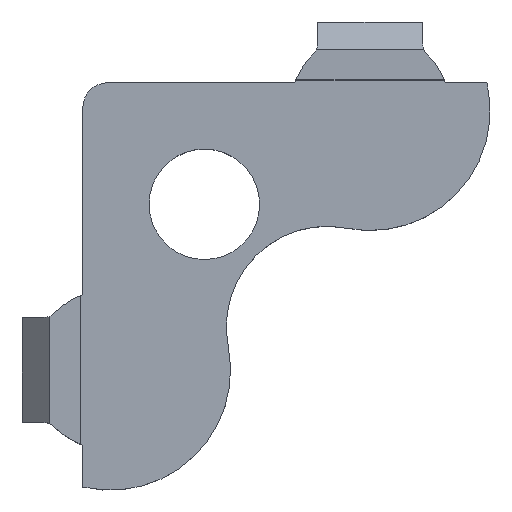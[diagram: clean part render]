
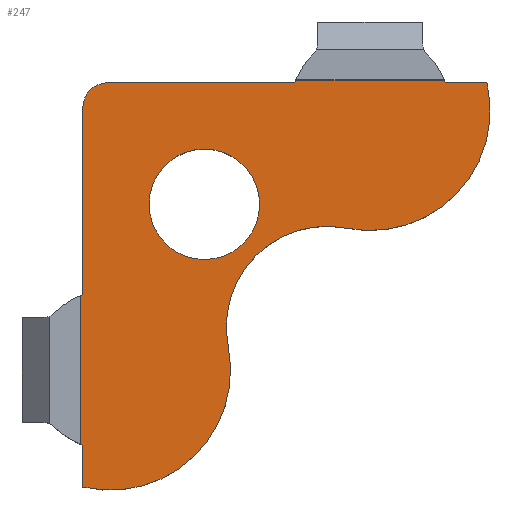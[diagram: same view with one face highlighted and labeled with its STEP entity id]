
A CAD part, top view. The second image highlights one B-rep face of the part: STEP entity #247.
In plain terms, the highlighted planar face has unit normal (0, 0, 1).
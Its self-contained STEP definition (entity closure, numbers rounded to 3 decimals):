
#220 = EDGE_CURVE('',#221,#223,#225,.T.);
#221 = VERTEX_POINT('',#222);
#222 = CARTESIAN_POINT('',(-52.25,45.658,0.5));
#223 = VERTEX_POINT('',#224);
#224 = CARTESIAN_POINT('',(-52.25,48.342,0.5));
#225 = LINE('',#226,#227);
#226 = CARTESIAN_POINT('',(-52.25,0.,0.5));
#227 = VECTOR('',#228,1.);
#228 = DIRECTION('',(0.,1.,0.));
#247 = ADVANCED_FACE('',(#248,#361),#372,.T.);
#248 = FACE_BOUND('',#249,.T.);
#249 = EDGE_LOOP('',(#250,#260,#269,#277,#286,#294,#301,#302,#311,#319,
    #328,#337,#346,#354));
#250 = ORIENTED_EDGE('',*,*,#251,.F.);
#251 = EDGE_CURVE('',#252,#254,#256,.T.);
#252 = VERTEX_POINT('',#253);
#253 = CARTESIAN_POINT('',(-48.342,52.25,0.5));
#254 = VERTEX_POINT('',#255);
#255 = CARTESIAN_POINT('',(-45.658,52.25,0.5));
#256 = LINE('',#257,#258);
#257 = CARTESIAN_POINT('',(-51.8,52.25,0.5));
#258 = VECTOR('',#259,1.);
#259 = DIRECTION('',(1.,0.,0.));
#260 = ORIENTED_EDGE('',*,*,#261,.F.);
#261 = EDGE_CURVE('',#262,#252,#264,.T.);
#262 = VERTEX_POINT('',#263);
#263 = CARTESIAN_POINT('',(-48.361,52.2,0.5));
#264 = CIRCLE('',#265,1.45);
#265 = AXIS2_PLACEMENT_3D('',#266,#267,#268);
#266 = CARTESIAN_POINT('',(-47.,51.7,0.5));
#267 = DIRECTION('',(0.,0.,-1.));
#268 = DIRECTION('',(1.,0.,0.));
#269 = ORIENTED_EDGE('',*,*,#270,.T.);
#270 = EDGE_CURVE('',#262,#271,#273,.T.);
#271 = VERTEX_POINT('',#272);
#272 = CARTESIAN_POINT('',(-51.75,52.2,0.5));
#273 = LINE('',#274,#275);
#274 = CARTESIAN_POINT('',(-37.23,52.2,0.5));
#275 = VECTOR('',#276,1.);
#276 = DIRECTION('',(-1.,0.,0.));
#277 = ORIENTED_EDGE('',*,*,#278,.F.);
#278 = EDGE_CURVE('',#279,#271,#281,.T.);
#279 = VERTEX_POINT('',#280);
#280 = CARTESIAN_POINT('',(-52.2,51.75,0.5));
#281 = CIRCLE('',#282,0.45);
#282 = AXIS2_PLACEMENT_3D('',#283,#284,#285);
#283 = CARTESIAN_POINT('',(-51.75,51.75,0.5));
#284 = DIRECTION('',(0.,0.,-1.));
#285 = DIRECTION('',(1.,0.,0.));
#286 = ORIENTED_EDGE('',*,*,#287,.T.);
#287 = EDGE_CURVE('',#279,#288,#290,.T.);
#288 = VERTEX_POINT('',#289);
#289 = CARTESIAN_POINT('',(-52.2,48.361,0.5));
#290 = LINE('',#291,#292);
#291 = CARTESIAN_POINT('',(-52.2,38.925,0.5));
#292 = VECTOR('',#293,1.);
#293 = DIRECTION('',(0.,-1.,0.));
#294 = ORIENTED_EDGE('',*,*,#295,.F.);
#295 = EDGE_CURVE('',#223,#288,#296,.T.);
#296 = CIRCLE('',#297,1.45);
#297 = AXIS2_PLACEMENT_3D('',#298,#299,#300);
#298 = CARTESIAN_POINT('',(-51.7,47.,0.5));
#299 = DIRECTION('',(0.,0.,-1.));
#300 = DIRECTION('',(1.,0.,0.));
#301 = ORIENTED_EDGE('',*,*,#220,.F.);
#302 = ORIENTED_EDGE('',*,*,#303,.F.);
#303 = EDGE_CURVE('',#304,#221,#306,.T.);
#304 = VERTEX_POINT('',#305);
#305 = CARTESIAN_POINT('',(-52.2,45.639,0.5));
#306 = CIRCLE('',#307,1.45);
#307 = AXIS2_PLACEMENT_3D('',#308,#309,#310);
#308 = CARTESIAN_POINT('',(-51.7,47.,0.5));
#309 = DIRECTION('',(0.,0.,-1.));
#310 = DIRECTION('',(1.,0.,0.));
#311 = ORIENTED_EDGE('',*,*,#312,.T.);
#312 = EDGE_CURVE('',#304,#313,#315,.T.);
#313 = VERTEX_POINT('',#314);
#314 = CARTESIAN_POINT('',(-52.2,44.883,0.5));
#315 = LINE('',#316,#317);
#316 = CARTESIAN_POINT('',(-52.2,35.869,0.5));
#317 = VECTOR('',#318,1.);
#318 = DIRECTION('',(0.,-1.,0.));
#319 = ORIENTED_EDGE('',*,*,#320,.F.);
#320 = EDGE_CURVE('',#321,#313,#323,.T.);
#321 = VERTEX_POINT('',#322);
#322 = CARTESIAN_POINT('',(-49.567,47.424,0.5));
#323 = CIRCLE('',#324,2.175);
#324 = AXIS2_PLACEMENT_3D('',#325,#326,#327);
#325 = CARTESIAN_POINT('',(-51.7,47.,0.5));
#326 = DIRECTION('',(0.,0.,-1.));
#327 = DIRECTION('',(1.,0.,0.));
#328 = ORIENTED_EDGE('',*,*,#329,.T.);
#329 = EDGE_CURVE('',#321,#330,#332,.T.);
#330 = VERTEX_POINT('',#331);
#331 = CARTESIAN_POINT('',(-47.424,49.567,0.5));
#332 = CIRCLE('',#333,1.822);
#333 = AXIS2_PLACEMENT_3D('',#334,#335,#336);
#334 = CARTESIAN_POINT('',(-47.78,47.78,0.5));
#335 = DIRECTION('',(0.,0.,-1.));
#336 = DIRECTION('',(1.,0.,0.));
#337 = ORIENTED_EDGE('',*,*,#338,.F.);
#338 = EDGE_CURVE('',#339,#330,#341,.T.);
#339 = VERTEX_POINT('',#340);
#340 = CARTESIAN_POINT('',(-44.883,52.2,0.5));
#341 = CIRCLE('',#342,2.175);
#342 = AXIS2_PLACEMENT_3D('',#343,#344,#345);
#343 = CARTESIAN_POINT('',(-47.,51.7,0.5));
#344 = DIRECTION('',(0.,0.,-1.));
#345 = DIRECTION('',(1.,0.,0.));
#346 = ORIENTED_EDGE('',*,*,#347,.F.);
#347 = EDGE_CURVE('',#348,#339,#350,.T.);
#348 = VERTEX_POINT('',#349);
#349 = CARTESIAN_POINT('',(-45.639,52.2,0.5));
#350 = LINE('',#351,#352);
#351 = CARTESIAN_POINT('',(-35.869,52.2,0.5));
#352 = VECTOR('',#353,1.);
#353 = DIRECTION('',(1.,0.,0.));
#354 = ORIENTED_EDGE('',*,*,#355,.F.);
#355 = EDGE_CURVE('',#254,#348,#356,.T.);
#356 = CIRCLE('',#357,1.45);
#357 = AXIS2_PLACEMENT_3D('',#358,#359,#360);
#358 = CARTESIAN_POINT('',(-47.,51.7,0.5));
#359 = DIRECTION('',(0.,0.,-1.));
#360 = DIRECTION('',(1.,0.,0.));
#361 = FACE_BOUND('',#362,.T.);
#362 = EDGE_LOOP('',(#363));
#363 = ORIENTED_EDGE('',*,*,#364,.T.);
#364 = EDGE_CURVE('',#365,#365,#367,.T.);
#365 = VERTEX_POINT('',#366);
#366 = CARTESIAN_POINT('',(-49.,50.,0.5));
#367 = CIRCLE('',#368,1.);
#368 = AXIS2_PLACEMENT_3D('',#369,#370,#371);
#369 = CARTESIAN_POINT('',(-50.,50.,0.5));
#370 = DIRECTION('',(0.,0.,-1.));
#371 = DIRECTION('',(1.,0.,0.));
#372 = PLANE('',#373);
#373 = AXIS2_PLACEMENT_3D('',#374,#375,#376);
#374 = CARTESIAN_POINT('',(-26.1,26.1,0.5));
#375 = DIRECTION('',(0.,0.,1.));
#376 = DIRECTION('',(1.,0.,0.));
